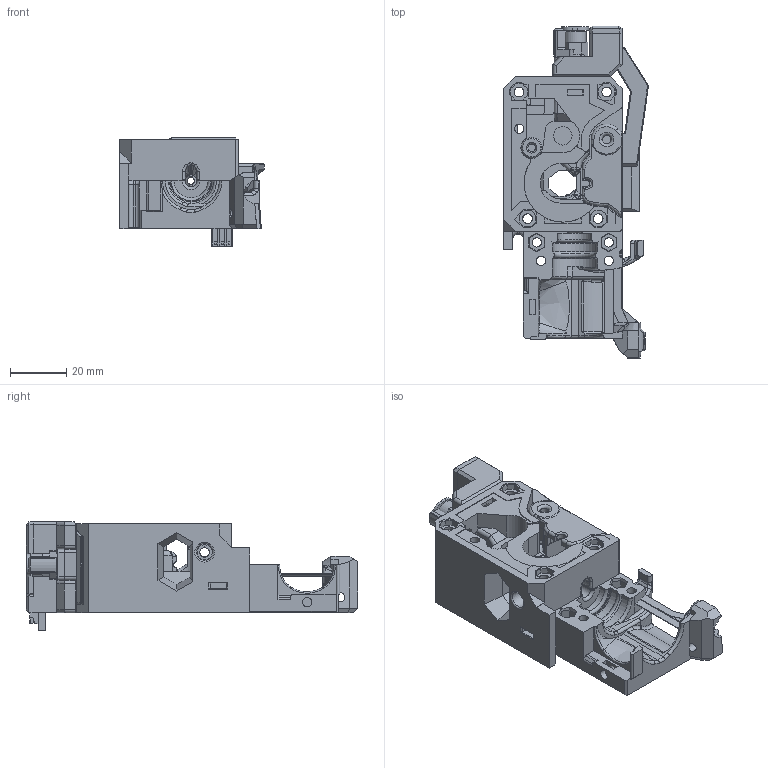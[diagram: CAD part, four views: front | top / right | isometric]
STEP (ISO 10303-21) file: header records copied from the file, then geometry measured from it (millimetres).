
FILE_DESCRIPTION(/* description */ (''),/* implementation_level */ '2;1');
FILE_NAME(/* name */ 'e_body_mmu_assembly.step',/* time_stamp */ '2024-10-11T11:14:16+02:00',/* author */ (''),/* organization */ (''),/* preprocessor_version */ 'ST-DEVELOPER v20',/* originating_system */ 'Autodesk Translation Framework v13.20.0.188',/* authorisation */ '');
FILE_SCHEMA (('AUTOMOTIVE_DESIGN { 1 0 10303 214 3 1 1 }'));
Products named in the file (16): e_body_mmu_assembly; e_fs_adapter_mmu2s_prusa; insert_tappex_microbarb_m5; festo_qsm-m5-4; e_fs_cover_mmu2s; e_fs_chimney_mmu2s; e_fs_chimney_mmu2s_1; mkxs_ir_sensor; mkxs_ir_sensor v4; molex_sl_3pin; e_fs_chimney_cover_mmu2s; e_tensioner_mmu2s; e_fs_lever_mmu2s; e_fs_adapter_mmu2s_e3d; e3d_collet_175; e_fs_adapter_mmu2s_e3d_clip
Assembly tree (15 placements, depth 4):
  e_body_mmu_assembly
    e_fs_adapter_mmu2s_prusa
      insert_tappex_microbarb_m5
      festo_qsm-m5-4
    e_fs_cover_mmu2s
    e_fs_chimney_mmu2s
      e_fs_chimney_mmu2s_1
      mkxs_ir_sensor
        mkxs_ir_sensor v4
      molex_sl_3pin
      e_fs_chimney_cover_mmu2s
    e_tensioner_mmu2s
    e_fs_lever_mmu2s
    e_fs_adapter_mmu2s_e3d
      e3d_collet_175
      e_fs_adapter_mmu2s_e3d_clip
Bounding box: 51.29 x 117.5 x 38.3 mm (x, y, z)
Volume: 78592 mm3; surface area: 43344.4 mm2
Topology: 20 solids, 23 shells, 2079 faces, 5500 edges, 3495 vertices
Faces by surface type: plane 1430, cylinder 401, cone 107, bspline 87, torus 47, sphere 7
Full cylindrical faces by diameter (mm): 1.7 x1, 2.2 x1, 2.3 x1, 2.4 x1, 2.7 x1, 3.2 x1, 3.25 x3, 3.3 x4, 3.4 x2, 3.45 x4, 3.5 x2, 3.9 x1, 4 x1, 4.1 x2, 4.25 x1, 4.8 x1, 5 x2, 5.2 x1, 5.4 x1, 6.5 x1, 6.643 x1, 7 x1, 7.143 x2, 7.202 x1, 8 x5, 9.06 x1, 9.46 x1, 10 x1, 12.023 x3, 14 x3
Entity records: 69543 total; most frequent: CARTESIAN_POINT 17545, ORIENTED_EDGE 10978, DIRECTION 10334, EDGE_CURVE 5489, LINE 3922, VECTOR 3922, VERTEX_POINT 3495, AXIS2_PLACEMENT_3D 3206
